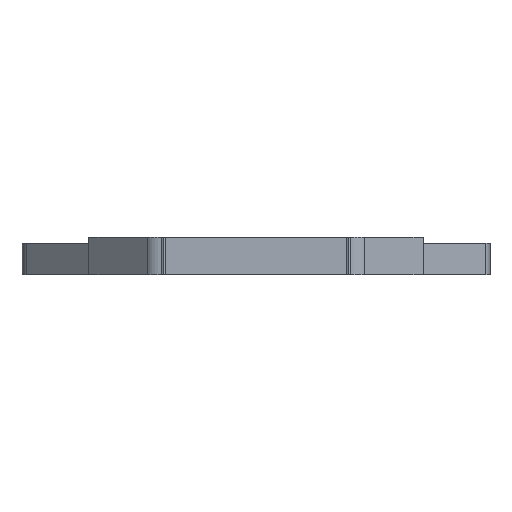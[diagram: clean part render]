
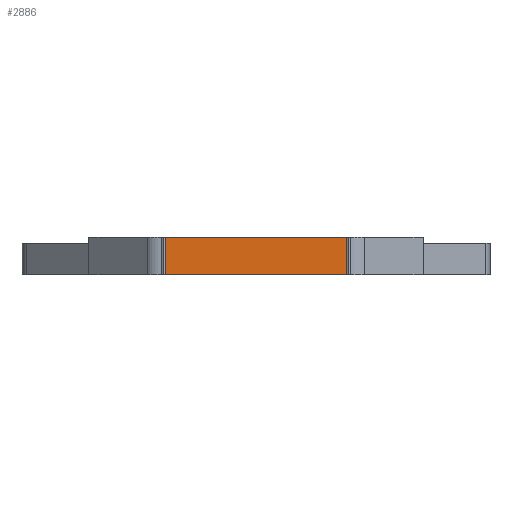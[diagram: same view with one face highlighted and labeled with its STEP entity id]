
A CAD part, left-side view. The second image highlights one B-rep face of the part: STEP entity #2886.
In plain terms, the highlighted planar face has unit normal (-1, 0, 0).
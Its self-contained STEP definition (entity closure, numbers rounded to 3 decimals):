
#176=FACE_OUTER_BOUND('',#348,.T.);
#348=EDGE_LOOP('',(#2271,#2272,#2273,#2274));
#537=LINE('',#4172,#901);
#598=LINE('',#4319,#962);
#667=LINE('',#4491,#1031);
#668=LINE('',#4493,#1032);
#901=VECTOR('',#3320,10.);
#962=VECTOR('',#3419,10.);
#1031=VECTOR('',#3600,10.);
#1032=VECTOR('',#3603,10.);
#1279=VERTEX_POINT('',#4169);
#1280=VERTEX_POINT('',#4171);
#1346=VERTEX_POINT('',#4316);
#1347=VERTEX_POINT('',#4318);
#1562=EDGE_CURVE('',#1279,#1280,#537,.T.);
#1637=EDGE_CURVE('',#1346,#1347,#598,.T.);
#1723=EDGE_CURVE('',#1347,#1279,#667,.T.);
#1724=EDGE_CURVE('',#1346,#1280,#668,.T.);
#2271=ORIENTED_EDGE('',*,*,#1723,.F.);
#2272=ORIENTED_EDGE('',*,*,#1637,.F.);
#2273=ORIENTED_EDGE('',*,*,#1724,.T.);
#2274=ORIENTED_EDGE('',*,*,#1562,.F.);
#2760=PLANE('',#3083);
#2886=ADVANCED_FACE('',(#176),#2760,.T.);
#3083=AXIS2_PLACEMENT_3D('',#4492,#3601,#3602);
#3320=DIRECTION('',(0.,-1.,0.));
#3419=DIRECTION('',(0.,1.,0.));
#3600=DIRECTION('',(0.,0.,1.));
#3601=DIRECTION('center_axis',(-1.,0.,0.));
#3602=DIRECTION('ref_axis',(0.,1.,0.));
#3603=DIRECTION('',(0.,0.,1.));
#4169=CARTESIAN_POINT('',(-41.64,15.766,4.5));
#4171=CARTESIAN_POINT('',(-41.64,-15.766,4.5));
#4172=CARTESIAN_POINT('',(-41.64,15.766,4.5));
#4316=CARTESIAN_POINT('',(-41.64,-15.766,-2.));
#4318=CARTESIAN_POINT('',(-41.64,15.766,-2.));
#4319=CARTESIAN_POINT('',(-41.64,15.766,-2.));
#4491=CARTESIAN_POINT('',(-41.64,15.766,3.5));
#4492=CARTESIAN_POINT('Origin',(-41.64,-15.766,3.5));
#4493=CARTESIAN_POINT('',(-41.64,-15.766,3.5));
